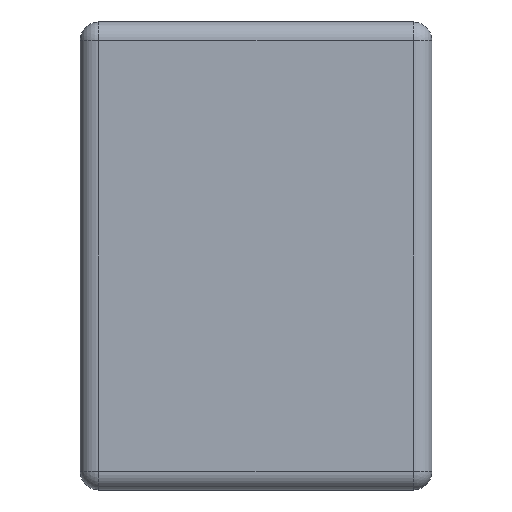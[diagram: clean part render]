
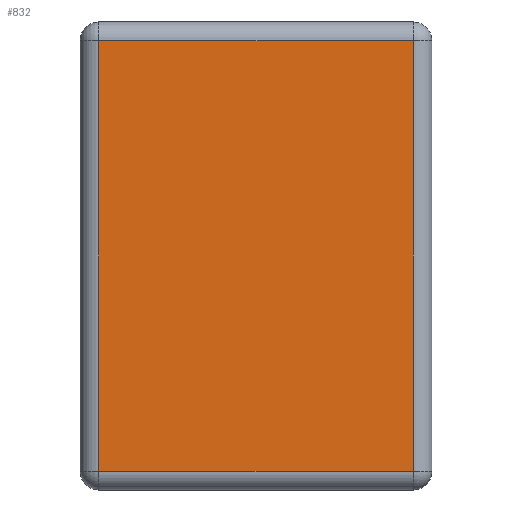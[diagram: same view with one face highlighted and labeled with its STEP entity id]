
A CAD part, left-side view. The second image highlights one B-rep face of the part: STEP entity #832.
In plain terms, the highlighted planar face has unit normal (-1, 0, 0).
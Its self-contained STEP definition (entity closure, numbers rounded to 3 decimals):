
#9 = VERTEX_POINT ( 'NONE', #1165 ) ;
#33 = VERTEX_POINT ( 'NONE', #541 ) ;
#51 = DIRECTION ( 'NONE',  ( 0., -1., 0. ) ) ;
#64 = CARTESIAN_POINT ( 'NONE',  ( -1.005, 0.47, -0.575 ) ) ;
#108 = ORIENTED_EDGE ( 'NONE', *, *, #1261, .T. ) ;
#110 = FACE_OUTER_BOUND ( 'NONE', #1133, .T. ) ;
#113 = CARTESIAN_POINT ( 'NONE',  ( -1.005, -0.42, 0.575 ) ) ;
#159 = LINE ( 'NONE', #179, #1180 ) ;
#179 = CARTESIAN_POINT ( 'NONE',  ( -1.005, 0.42, 0.625 ) ) ;
#196 = CARTESIAN_POINT ( 'NONE',  ( -1.005, 0.42, -0.575 ) ) ;
#220 = CARTESIAN_POINT ( 'NONE',  ( -1.005, -0.42, 0.625 ) ) ;
#307 = ORIENTED_EDGE ( 'NONE', *, *, #1374, .T. ) ;
#320 = LINE ( 'NONE', #64, #1308 ) ;
#329 = DIRECTION ( 'NONE',  ( 0., 1., 0. ) ) ;
#330 = DIRECTION ( 'NONE',  ( 1., 0., 0. ) ) ;
#332 = AXIS2_PLACEMENT_3D ( 'NONE', #858, #330, #1287 ) ;
#437 = ORIENTED_EDGE ( 'NONE', *, *, #615, .T. ) ;
#490 = VERTEX_POINT ( 'NONE', #196 ) ;
#541 = CARTESIAN_POINT ( 'NONE',  ( -1.005, -0.42, -0.575 ) ) ;
#575 = CARTESIAN_POINT ( 'NONE',  ( -1.005, 0.47, 0.575 ) ) ;
#604 = VECTOR ( 'NONE', #1175, 1000. ) ;
#615 = EDGE_CURVE ( 'NONE', #490, #33, #320, .T. ) ;
#816 = DIRECTION ( 'NONE',  ( 0., 0., -1. ) ) ;
#832 = ADVANCED_FACE ( 'NONE', ( #110 ), #1158, .F. ) ;
#858 = CARTESIAN_POINT ( 'NONE',  ( -1.005, 0.47, 0.625 ) ) ;
#865 = EDGE_CURVE ( 'NONE', #33, #900, #1048, .T. ) ;
#900 = VERTEX_POINT ( 'NONE', #113 ) ;
#948 = ORIENTED_EDGE ( 'NONE', *, *, #865, .T. ) ;
#1048 = LINE ( 'NONE', #220, #604 ) ;
#1080 = VECTOR ( 'NONE', #329, 1000. ) ;
#1133 = EDGE_LOOP ( 'NONE', ( #307, #437, #948, #108 ) ) ;
#1158 = PLANE ( 'NONE',  #332 ) ;
#1165 = CARTESIAN_POINT ( 'NONE',  ( -1.005, 0.42, 0.575 ) ) ;
#1175 = DIRECTION ( 'NONE',  ( 0., 0., 1. ) ) ;
#1180 = VECTOR ( 'NONE', #816, 1000. ) ;
#1200 = LINE ( 'NONE', #575, #1080 ) ;
#1261 = EDGE_CURVE ( 'NONE', #900, #9, #1200, .T. ) ;
#1287 = DIRECTION ( 'NONE',  ( 0., 0., -1. ) ) ;
#1308 = VECTOR ( 'NONE', #51, 1000. ) ;
#1374 = EDGE_CURVE ( 'NONE', #9, #490, #159, .T. ) ;
